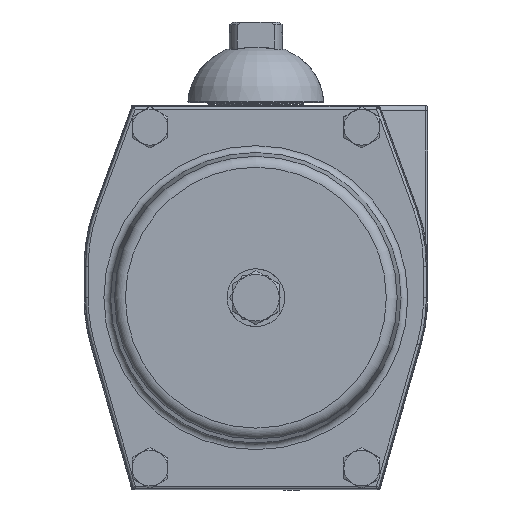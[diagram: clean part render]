
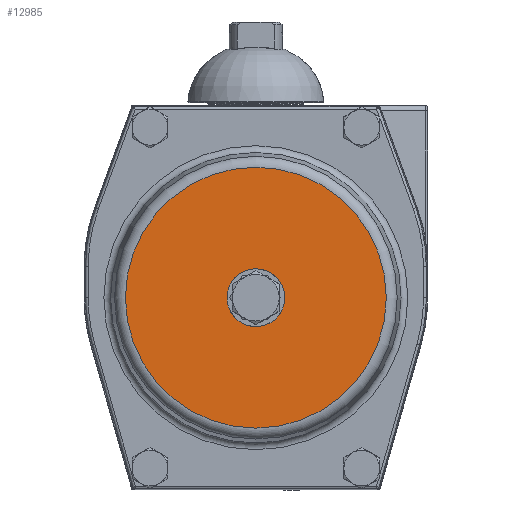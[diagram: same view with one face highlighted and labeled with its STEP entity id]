
A CAD part, front view. The second image highlights one B-rep face of the part: STEP entity #12985.
In plain terms, the highlighted planar face has unit normal (0, -1, 0).
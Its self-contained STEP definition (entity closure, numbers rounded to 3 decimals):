
#2472=CIRCLE('',#14542,47.461);
#2480=CIRCLE('',#14556,10.5);
#4847=ORIENTED_EDGE('',*,*,#7518,.T.);
#4848=ORIENTED_EDGE('',*,*,#7502,.T.);
#7502=EDGE_CURVE('',#9109,#9109,#2472,.T.);
#7518=EDGE_CURVE('',#9121,#9121,#2480,.T.);
#9109=VERTEX_POINT('',#26448);
#9121=VERTEX_POINT('',#26482);
#10842=EDGE_LOOP('',(#4847));
#10843=EDGE_LOOP('',(#4848));
#11849=FACE_BOUND('',#10842,.T.);
#11850=FACE_BOUND('',#10843,.T.);
#12326=PLANE('',#14555);
#12985=ADVANCED_FACE('',(#11849,#11850),#12326,.T.);
#14542=AXIS2_PLACEMENT_3D('',#26447,#17170,#17171);
#14555=AXIS2_PLACEMENT_3D('',#26480,#17204,#17205);
#14556=AXIS2_PLACEMENT_3D('',#26481,#17206,#17207);
#17170=DIRECTION('',(0.,-1.,0.));
#17171=DIRECTION('',(0.,0.,1.));
#17204=DIRECTION('',(0.,-1.,0.));
#17205=DIRECTION('',(0.,0.,1.));
#17206=DIRECTION('',(0.,1.,0.));
#17207=DIRECTION('',(1.,0.,0.));
#26447=CARTESIAN_POINT('',(0.,-111.5,-8.134));
#26448=CARTESIAN_POINT('',(0.,-111.5,39.327));
#26480=CARTESIAN_POINT('',(0.,-111.5,42.866));
#26481=CARTESIAN_POINT('',(0.,-111.5,-8.134));
#26482=CARTESIAN_POINT('',(10.5,-111.5,-8.134));
